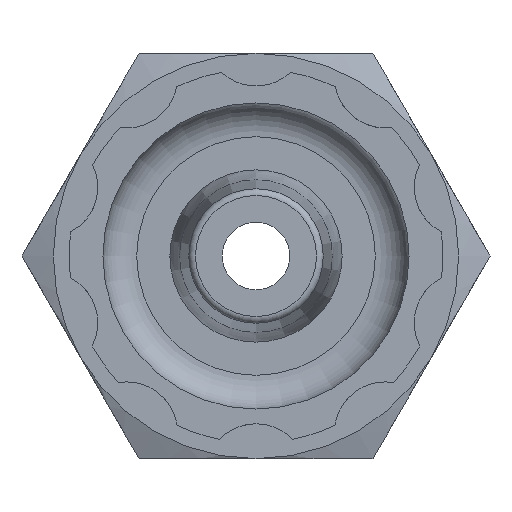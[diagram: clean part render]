
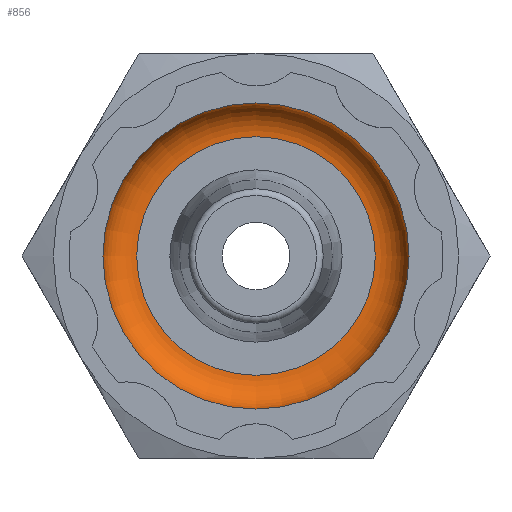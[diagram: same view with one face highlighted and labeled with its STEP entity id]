
A CAD part, left-side view. The second image highlights one B-rep face of the part: STEP entity #856.
In plain terms, the highlighted toroidal (fillet/blend) face has major radius 3.532 mm and minor radius 1 mm.
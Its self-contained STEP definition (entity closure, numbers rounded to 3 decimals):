
#65=TOROIDAL_SURFACE('',#972,3.532,1.);
#215=ORIENTED_EDGE('',*,*,#440,.F.);
#216=ORIENTED_EDGE('',*,*,#436,.T.);
#436=EDGE_CURVE('',#551,#551,#625,.T.);
#440=EDGE_CURVE('',#552,#552,#626,.T.);
#551=VERTEX_POINT('',#1503);
#552=VERTEX_POINT('',#1511);
#625=CIRCLE('',#969,4.532);
#626=CIRCLE('',#973,3.532);
#668=EDGE_LOOP('',(#215));
#669=EDGE_LOOP('',(#216));
#750=FACE_BOUND('',#668,.T.);
#751=FACE_BOUND('',#669,.T.);
#856=ADVANCED_FACE('',(#750,#751),#65,.F.);
#969=AXIS2_PLACEMENT_3D('',#1502,#1140,#1141);
#972=AXIS2_PLACEMENT_3D('',#1509,#1149,#1150);
#973=AXIS2_PLACEMENT_3D('',#1510,#1151,#1152);
#1140=DIRECTION('',(-1.,0.,0.));
#1141=DIRECTION('',(0.,0.,1.));
#1149=DIRECTION('',(-1.,0.,0.));
#1150=DIRECTION('',(0.,0.,1.));
#1151=DIRECTION('',(-1.,0.,0.));
#1152=DIRECTION('',(0.,0.,1.));
#1502=CARTESIAN_POINT('',(-3.5,0.,0.));
#1503=CARTESIAN_POINT('',(-3.5,0.,4.532));
#1509=CARTESIAN_POINT('',(-3.5,0.,0.));
#1510=CARTESIAN_POINT('',(-2.5,0.,0.));
#1511=CARTESIAN_POINT('',(-2.5,0.,3.532));
